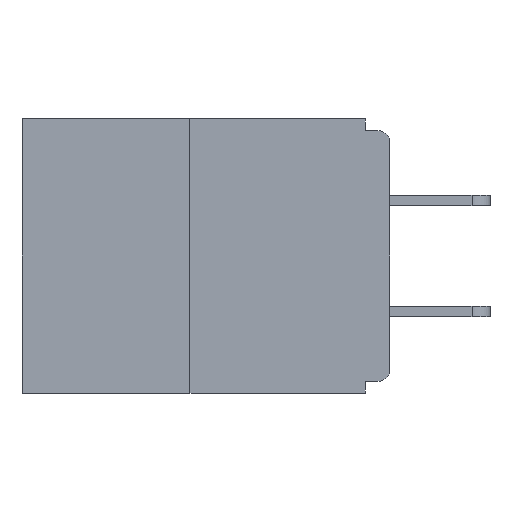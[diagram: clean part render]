
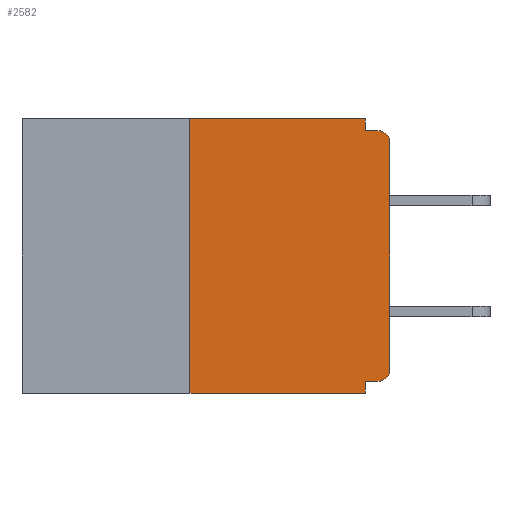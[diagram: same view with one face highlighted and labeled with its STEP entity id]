
A CAD part, left-side view. The second image highlights one B-rep face of the part: STEP entity #2582.
In plain terms, the highlighted planar face has unit normal (-1, 0, 0).
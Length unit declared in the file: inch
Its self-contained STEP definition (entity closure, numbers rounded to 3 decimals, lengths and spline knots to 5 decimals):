
#221 = EDGE_CURVE ( 'NONE', #17637, #10622, #11292, .T. ) ;
#615 = CARTESIAN_POINT ( 'NONE',  ( 0., 0.031, 0. ) ) ;
#876 = CARTESIAN_POINT ( 'NONE',  ( 0., 0.25, 0. ) ) ;
#943 = CIRCLE ( 'NONE', #12478, 0.015 ) ;
#944 = DIRECTION ( 'NONE',  ( 0., -1., 0. ) ) ;
#1676 = VECTOR ( 'NONE', #11955, 39.37008 ) ;
#1763 = ORIENTED_EDGE ( 'NONE', *, *, #5669, .F. ) ;
#1791 = ORIENTED_EDGE ( 'NONE', *, *, #5309, .F. ) ;
#1792 = EDGE_CURVE ( 'NONE', #4804, #4402, #13741, .T. ) ;
#2054 = VECTOR ( 'NONE', #17945, 39.37008 ) ;
#2582 = ADVANCED_FACE ( 'NONE', ( #6654 ), #22999, .F. ) ;
#2584 = DIRECTION ( 'NONE',  ( 0., 0., -1. ) ) ;
#3093 = DIRECTION ( 'NONE',  ( 0., 0., -1. ) ) ;
#3165 = EDGE_CURVE ( 'NONE', #10622, #4402, #943, .T. ) ;
#3277 = CARTESIAN_POINT ( 'NONE',  ( 0., 0., -0.03 ) ) ;
#3604 = LINE ( 'NONE', #8553, #12388 ) ;
#3652 = AXIS2_PLACEMENT_3D ( 'NONE', #15545, #17292, #19358 ) ;
#3718 = CARTESIAN_POINT ( 'NONE',  ( 0., 0.25, 0. ) ) ;
#4402 = VERTEX_POINT ( 'NONE', #22272 ) ;
#4483 = VECTOR ( 'NONE', #22100, 39.37008 ) ;
#4585 = LINE ( 'NONE', #10626, #2054 ) ;
#4804 = VERTEX_POINT ( 'NONE', #22366 ) ;
#5309 = EDGE_CURVE ( 'NONE', #19257, #10577, #10142, .T. ) ;
#5545 = ORIENTED_EDGE ( 'NONE', *, *, #23108, .F. ) ;
#5669 = EDGE_CURVE ( 'NONE', #10577, #12470, #11838, .T. ) ;
#5741 = VERTEX_POINT ( 'NONE', #20053 ) ;
#6458 = VECTOR ( 'NONE', #14848, 39.37008 ) ;
#6654 = FACE_OUTER_BOUND ( 'NONE', #14687, .T. ) ;
#7317 = AXIS2_PLACEMENT_3D ( 'NONE', #10203, #22844, #3093 ) ;
#7832 = VECTOR ( 'NONE', #944, 39.37008 ) ;
#8067 = CARTESIAN_POINT ( 'NONE',  ( 0., 0.25, -0.343 ) ) ;
#8074 = ORIENTED_EDGE ( 'NONE', *, *, #1792, .F. ) ;
#8469 = ORIENTED_EDGE ( 'NONE', *, *, #16940, .F. ) ;
#8553 = CARTESIAN_POINT ( 'NONE',  ( 0., 0.46, 0. ) ) ;
#8568 = EDGE_CURVE ( 'NONE', #13334, #13982, #9518, .T. ) ;
#8706 = DIRECTION ( 'NONE',  ( -1., 0., 0. ) ) ;
#9518 = LINE ( 'NONE', #876, #18037 ) ;
#9810 = DIRECTION ( 'NONE',  ( 0., 0., 1. ) ) ;
#10142 = LINE ( 'NONE', #22464, #1676 ) ;
#10203 = CARTESIAN_POINT ( 'NONE',  ( 0., 0.015, -0.313 ) ) ;
#10242 = CARTESIAN_POINT ( 'NONE',  ( 0., 0.031, -0.343 ) ) ;
#10254 = CARTESIAN_POINT ( 'NONE',  ( 0., 0., -0.015 ) ) ;
#10577 = VERTEX_POINT ( 'NONE', #12228 ) ;
#10591 = CARTESIAN_POINT ( 'NONE',  ( 0., 0.015, -0.03 ) ) ;
#10622 = VERTEX_POINT ( 'NONE', #3277 ) ;
#10626 = CARTESIAN_POINT ( 'NONE',  ( 0., 0.46, -0.343 ) ) ;
#10961 = CARTESIAN_POINT ( 'NONE',  ( 0., 0., 0. ) ) ;
#10962 = VECTOR ( 'NONE', #2584, 39.37008 ) ;
#11142 = EDGE_CURVE ( 'NONE', #19257, #17637, #18510, .T. ) ;
#11199 = CARTESIAN_POINT ( 'NONE',  ( 0., 0.015, -0.328 ) ) ;
#11292 = LINE ( 'NONE', #10961, #6458 ) ;
#11838 = LINE ( 'NONE', #18548, #4483 ) ;
#11955 = DIRECTION ( 'NONE',  ( 0., 1., 0. ) ) ;
#12228 = CARTESIAN_POINT ( 'NONE',  ( 0., 0.031, -0.328 ) ) ;
#12388 = VECTOR ( 'NONE', #14239, 39.37008 ) ;
#12417 = DIRECTION ( 'NONE',  ( 0., 0., -1. ) ) ;
#12470 = VERTEX_POINT ( 'NONE', #10242 ) ;
#12478 = AXIS2_PLACEMENT_3D ( 'NONE', #10591, #8706, #12417 ) ;
#12597 = ORIENTED_EDGE ( 'NONE', *, *, #19742, .T. ) ;
#13120 = ORIENTED_EDGE ( 'NONE', *, *, #3165, .T. ) ;
#13334 = VERTEX_POINT ( 'NONE', #8067 ) ;
#13741 = LINE ( 'NONE', #10254, #7832 ) ;
#13982 = VERTEX_POINT ( 'NONE', #3718 ) ;
#14239 = DIRECTION ( 'NONE',  ( 0., -1., 0. ) ) ;
#14687 = EDGE_LOOP ( 'NONE', ( #5545, #22441, #12597, #1763, #1791, #18165, #22345, #13120, #8074, #8469 ) ) ;
#14848 = DIRECTION ( 'NONE',  ( 0., 0., 1. ) ) ;
#15545 = CARTESIAN_POINT ( 'NONE',  ( 0., 0.46, 0. ) ) ;
#16940 = EDGE_CURVE ( 'NONE', #5741, #4804, #21191, .T. ) ;
#17292 = DIRECTION ( 'NONE',  ( 1., 0., 0. ) ) ;
#17637 = VERTEX_POINT ( 'NONE', #21938 ) ;
#17945 = DIRECTION ( 'NONE',  ( 0., -1., 0. ) ) ;
#18037 = VECTOR ( 'NONE', #9810, 39.37008 ) ;
#18165 = ORIENTED_EDGE ( 'NONE', *, *, #11142, .T. ) ;
#18510 = CIRCLE ( 'NONE', #7317, 0.015 ) ;
#18548 = CARTESIAN_POINT ( 'NONE',  ( 0., 0.031, -0.343 ) ) ;
#19257 = VERTEX_POINT ( 'NONE', #11199 ) ;
#19358 = DIRECTION ( 'NONE',  ( 0., 0., -1. ) ) ;
#19742 = EDGE_CURVE ( 'NONE', #13334, #12470, #4585, .T. ) ;
#20053 = CARTESIAN_POINT ( 'NONE',  ( 0., 0.031, 0. ) ) ;
#21191 = LINE ( 'NONE', #615, #10962 ) ;
#21938 = CARTESIAN_POINT ( 'NONE',  ( 0., 0., -0.313 ) ) ;
#22100 = DIRECTION ( 'NONE',  ( 0., 0., -1. ) ) ;
#22272 = CARTESIAN_POINT ( 'NONE',  ( 0., 0.015, -0.015 ) ) ;
#22345 = ORIENTED_EDGE ( 'NONE', *, *, #221, .T. ) ;
#22366 = CARTESIAN_POINT ( 'NONE',  ( 0., 0.031, -0.015 ) ) ;
#22441 = ORIENTED_EDGE ( 'NONE', *, *, #8568, .F. ) ;
#22464 = CARTESIAN_POINT ( 'NONE',  ( 0., 0., -0.328 ) ) ;
#22844 = DIRECTION ( 'NONE',  ( -1., 0., 0. ) ) ;
#22999 = PLANE ( 'NONE',  #3652 ) ;
#23108 = EDGE_CURVE ( 'NONE', #13982, #5741, #3604, .T. ) ;
